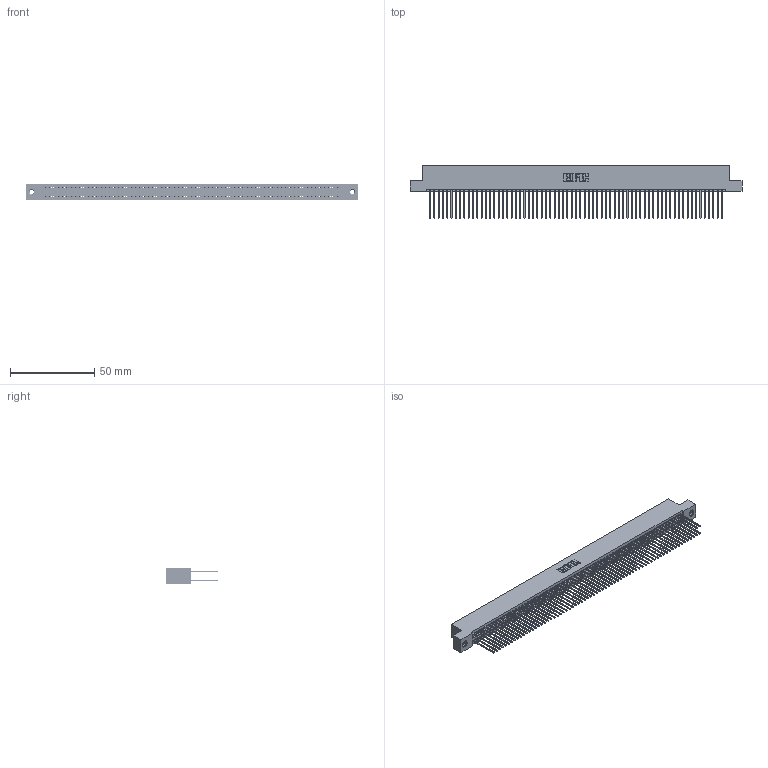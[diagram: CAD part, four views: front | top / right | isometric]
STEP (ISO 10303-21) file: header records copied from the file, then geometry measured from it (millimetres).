
FILE_DESCRIPTION (( 'STEP AP203' ), '1' );
FILE_NAME ('395-138-542-207.STEP', '2019-10-29T21:01:16', ( '' ), ( '' ), 'SwSTEP 2.0', 'SolidWorks 2016', '' );
FILE_SCHEMA (( 'CONFIG_CONTROL_DESIGN' ));
Length unit declared in the file: inch
Products named in the file (4): 395-138-542-207; 345 Part_Flush Mounting Lugs - 0.156 Dia-TI; 345-292-001_345-293-142; 345-250-001_345-250-005-103
Assembly tree (141 placements, depth 2):
  395-138-542-207
    345 Part_Flush Mounting Lugs - 0.156 Dia-TI
    345-292-001_345-293-142  x138
    345-250-001_345-250-005-103  x2
Bounding box: 196.47 x 31.29 x 9.4 mm (x, y, z)
Volume: 19965.6 mm3; surface area: 33069.6 mm2
Topology: 141 solids, 141 shells, 7086 faces, 21039 edges, 13834 vertices
Faces by surface type: plane 4666, cylinder 2404, cone 12, torus 4
Entity records: 51708 total; most frequent: CARTESIAN_POINT 8623, ORIENTED_EDGE 8550, DIRECTION 7597, EDGE_CURVE 4275, LINE 3847, VECTOR 3847, VERTEX_POINT 2844, AXIS2_PLACEMENT_3D 1875
